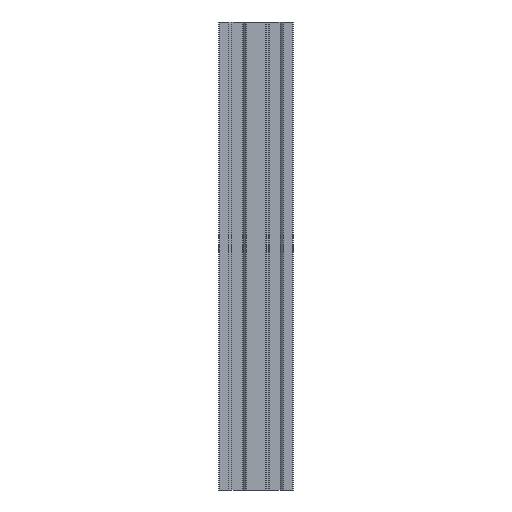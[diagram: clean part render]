
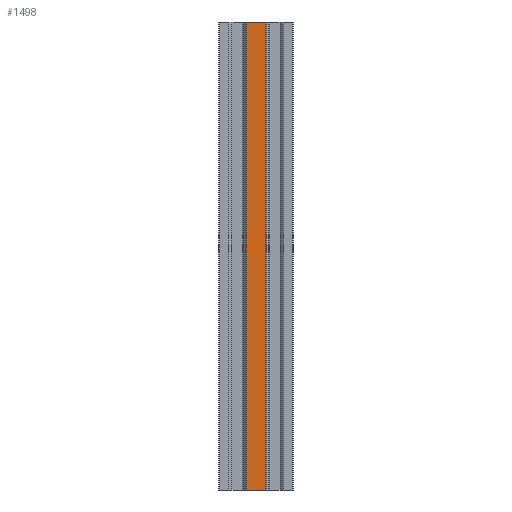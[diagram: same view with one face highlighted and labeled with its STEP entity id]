
A CAD part, left-side view. The second image highlights one B-rep face of the part: STEP entity #1498.
In plain terms, the highlighted planar face has unit normal (-1, 0, 0).
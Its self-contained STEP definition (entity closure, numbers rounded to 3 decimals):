
#105 = CARTESIAN_POINT ( 'NONE',  ( -10., -15.256, 0. ) ) ;
#142 = FACE_OUTER_BOUND ( 'NONE', #164, .T. ) ;
#164 = EDGE_LOOP ( 'NONE', ( #1493, #1255, #3535, #1283 ) ) ;
#236 = DIRECTION ( 'NONE',  ( 0., 0., 1. ) ) ;
#417 = LINE ( 'NONE', #1562, #3902 ) ;
#608 = VERTEX_POINT ( 'NONE', #2635 ) ;
#609 = EDGE_CURVE ( 'NONE', #3683, #2316, #417, .T. ) ;
#617 = CARTESIAN_POINT ( 'NONE',  ( -10., -4.744, 250. ) ) ;
#657 = DIRECTION ( 'NONE',  ( 0., -1., 0. ) ) ;
#884 = DIRECTION ( 'NONE',  ( 0., -1., 0. ) ) ;
#1092 = VERTEX_POINT ( 'NONE', #617 ) ;
#1255 = ORIENTED_EDGE ( 'NONE', *, *, #609, .T. ) ;
#1278 = EDGE_CURVE ( 'NONE', #1092, #608, #4119, .T. ) ;
#1283 = ORIENTED_EDGE ( 'NONE', *, *, #1278, .T. ) ;
#1392 = CARTESIAN_POINT ( 'NONE',  ( -10., -4.64, 0. ) ) ;
#1493 = ORIENTED_EDGE ( 'NONE', *, *, #4011, .T. ) ;
#1498 = ADVANCED_FACE ( 'NONE', ( #142 ), #2678, .F. ) ;
#1552 = LINE ( 'NONE', #1392, #4190 ) ;
#1562 = CARTESIAN_POINT ( 'NONE',  ( -10., -15.256, 250. ) ) ;
#1826 = LINE ( 'NONE', #3322, #3536 ) ;
#2126 = DIRECTION ( 'NONE',  ( 0., 0., -1. ) ) ;
#2316 = VERTEX_POINT ( 'NONE', #3281 ) ;
#2587 = AXIS2_PLACEMENT_3D ( 'NONE', #3650, #4316, #3964 ) ;
#2635 = CARTESIAN_POINT ( 'NONE',  ( -10., -4.744, 0. ) ) ;
#2678 = PLANE ( 'NONE',  #2587 ) ;
#2775 = CARTESIAN_POINT ( 'NONE',  ( -10., -4.744, 250. ) ) ;
#3281 = CARTESIAN_POINT ( 'NONE',  ( -10., -15.256, 250. ) ) ;
#3322 = CARTESIAN_POINT ( 'NONE',  ( -10., -4.64, 250. ) ) ;
#3535 = ORIENTED_EDGE ( 'NONE', *, *, #4258, .F. ) ;
#3536 = VECTOR ( 'NONE', #884, 1000. ) ;
#3650 = CARTESIAN_POINT ( 'NONE',  ( -10., -4.64, 250. ) ) ;
#3683 = VERTEX_POINT ( 'NONE', #105 ) ;
#3902 = VECTOR ( 'NONE', #236, 1000. ) ;
#3964 = DIRECTION ( 'NONE',  ( 0., 1., 0. ) ) ;
#4011 = EDGE_CURVE ( 'NONE', #608, #3683, #1552, .T. ) ;
#4119 = LINE ( 'NONE', #2775, #4225 ) ;
#4190 = VECTOR ( 'NONE', #657, 1000. ) ;
#4225 = VECTOR ( 'NONE', #2126, 1000. ) ;
#4258 = EDGE_CURVE ( 'NONE', #1092, #2316, #1826, .T. ) ;
#4316 = DIRECTION ( 'NONE',  ( 1., 0., 0. ) ) ;
